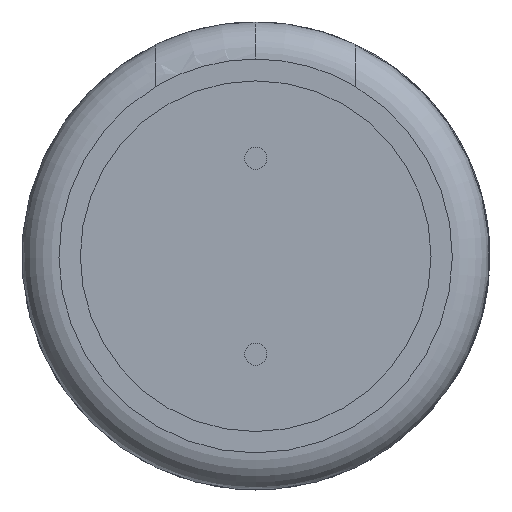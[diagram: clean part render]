
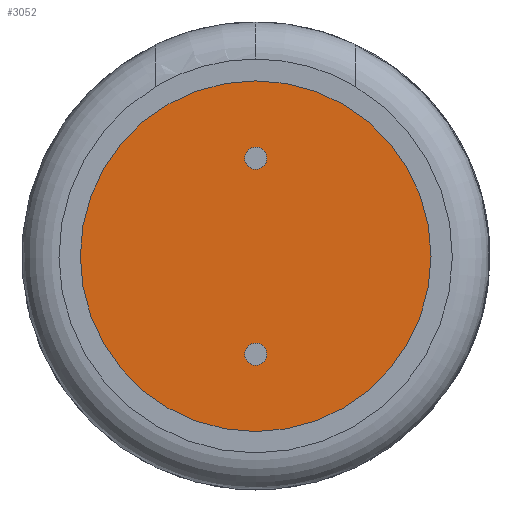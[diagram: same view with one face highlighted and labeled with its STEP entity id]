
A CAD part, front view. The second image highlights one B-rep face of the part: STEP entity #3052.
In plain terms, the highlighted planar face has unit normal (0, -1, 0).
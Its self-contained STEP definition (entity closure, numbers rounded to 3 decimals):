
#80 = DIRECTION ( 'NONE',  ( 0., 0., -1. ) ) ;
#242 = CARTESIAN_POINT ( 'NONE',  ( 0., -4.931, -2.64 ) ) ;
#646 = EDGE_LOOP ( 'NONE', ( #3365, #4438 ) ) ;
#698 = CARTESIAN_POINT ( 'NONE',  ( 0., -4.931, 2.34 ) ) ;
#740 = VERTEX_POINT ( 'NONE', #11827 ) ;
#971 = FACE_OUTER_BOUND ( 'NONE', #12901, .T. ) ;
#1156 = DIRECTION ( 'NONE',  ( 0., -1., 0. ) ) ;
#1328 = AXIS2_PLACEMENT_3D ( 'NONE', #9244, #2643, #2717 ) ;
#1566 = AXIS2_PLACEMENT_3D ( 'NONE', #6004, #1802, #1730 ) ;
#1730 = DIRECTION ( 'NONE',  ( 0., 0., -1. ) ) ;
#1802 = DIRECTION ( 'NONE',  ( 0., -1., 0. ) ) ;
#2018 = CIRCLE ( 'NONE', #12715, 4.725 ) ;
#2428 = VERTEX_POINT ( 'NONE', #9556 ) ;
#2643 = DIRECTION ( 'NONE',  ( 0., -1., 0. ) ) ;
#2717 = DIRECTION ( 'NONE',  ( 0., 0., -1. ) ) ;
#3034 = CARTESIAN_POINT ( 'NONE',  ( 0., -4.931, 4.725 ) ) ;
#3052 = ADVANCED_FACE ( 'NONE', ( #12944, #11799, #971 ), #9433, .T. ) ;
#3268 = DIRECTION ( 'NONE',  ( 0., 0., 1. ) ) ;
#3285 = CARTESIAN_POINT ( 'NONE',  ( 0., -4.931, -2.64 ) ) ;
#3365 = ORIENTED_EDGE ( 'NONE', *, *, #8716, .F. ) ;
#3416 = CIRCLE ( 'NONE', #3865, 0.3 ) ;
#3834 = CIRCLE ( 'NONE', #1566, 0.3 ) ;
#3865 = AXIS2_PLACEMENT_3D ( 'NONE', #242, #8926, #12281 ) ;
#3921 = VERTEX_POINT ( 'NONE', #698 ) ;
#4436 = CARTESIAN_POINT ( 'NONE',  ( 0., -4.931, 4.725 ) ) ;
#4438 = ORIENTED_EDGE ( 'NONE', *, *, #13982, .F. ) ;
#4778 = CARTESIAN_POINT ( 'NONE',  ( 0., -4.931, -2.94 ) ) ;
#4989 = VERTEX_POINT ( 'NONE', #5271 ) ;
#5216 = ORIENTED_EDGE ( 'NONE', *, *, #13174, .F. ) ;
#5271 = CARTESIAN_POINT ( 'NONE',  ( 0., -4.931, -2.34 ) ) ;
#5996 = EDGE_CURVE ( 'NONE', #3921, #2428, #14091, .T. ) ;
#6004 = CARTESIAN_POINT ( 'NONE',  ( 0., -4.931, 2.64 ) ) ;
#6537 = CARTESIAN_POINT ( 'NONE',  ( 0., -4.931, 0. ) ) ;
#6966 = VERTEX_POINT ( 'NONE', #4436 ) ;
#7332 = EDGE_LOOP ( 'NONE', ( #5216, #13858 ) ) ;
#7365 = DIRECTION ( 'NONE',  ( 0., -1., 0. ) ) ;
#8466 = AXIS2_PLACEMENT_3D ( 'NONE', #3034, #7365, #11579 ) ;
#8716 = EDGE_CURVE ( 'NONE', #4989, #13632, #9702, .T. ) ;
#8926 = DIRECTION ( 'NONE',  ( 0., -1., 0. ) ) ;
#9244 = CARTESIAN_POINT ( 'NONE',  ( 0., -4.931, 2.64 ) ) ;
#9433 = PLANE ( 'NONE',  #8466 ) ;
#9556 = CARTESIAN_POINT ( 'NONE',  ( 0., -4.931, 2.94 ) ) ;
#9702 = CIRCLE ( 'NONE', #11520, 0.3 ) ;
#9767 = EDGE_CURVE ( 'NONE', #740, #6966, #2018, .T. ) ;
#10161 = DIRECTION ( 'NONE',  ( 0., 0., 1. ) ) ;
#10316 = CARTESIAN_POINT ( 'NONE',  ( 0., -4.931, 0. ) ) ;
#10734 = EDGE_CURVE ( 'NONE', #6966, #740, #13678, .T. ) ;
#10807 = ORIENTED_EDGE ( 'NONE', *, *, #10734, .F. ) ;
#10930 = AXIS2_PLACEMENT_3D ( 'NONE', #10316, #11244, #10161 ) ;
#11244 = DIRECTION ( 'NONE',  ( 0., 1., 0. ) ) ;
#11520 = AXIS2_PLACEMENT_3D ( 'NONE', #3285, #1156, #80 ) ;
#11579 = DIRECTION ( 'NONE',  ( 0., 0., -1. ) ) ;
#11799 = FACE_BOUND ( 'NONE', #7332, .T. ) ;
#11827 = CARTESIAN_POINT ( 'NONE',  ( 0., -4.931, -4.725 ) ) ;
#12281 = DIRECTION ( 'NONE',  ( 0., 0., -1. ) ) ;
#12715 = AXIS2_PLACEMENT_3D ( 'NONE', #6537, #13029, #3268 ) ;
#12764 = ORIENTED_EDGE ( 'NONE', *, *, #9767, .F. ) ;
#12901 = EDGE_LOOP ( 'NONE', ( #10807, #12764 ) ) ;
#12944 = FACE_BOUND ( 'NONE', #646, .T. ) ;
#13029 = DIRECTION ( 'NONE',  ( 0., 1., 0. ) ) ;
#13174 = EDGE_CURVE ( 'NONE', #2428, #3921, #3834, .T. ) ;
#13632 = VERTEX_POINT ( 'NONE', #4778 ) ;
#13678 = CIRCLE ( 'NONE', #10930, 4.725 ) ;
#13858 = ORIENTED_EDGE ( 'NONE', *, *, #5996, .F. ) ;
#13982 = EDGE_CURVE ( 'NONE', #13632, #4989, #3416, .T. ) ;
#14091 = CIRCLE ( 'NONE', #1328, 0.3 ) ;
